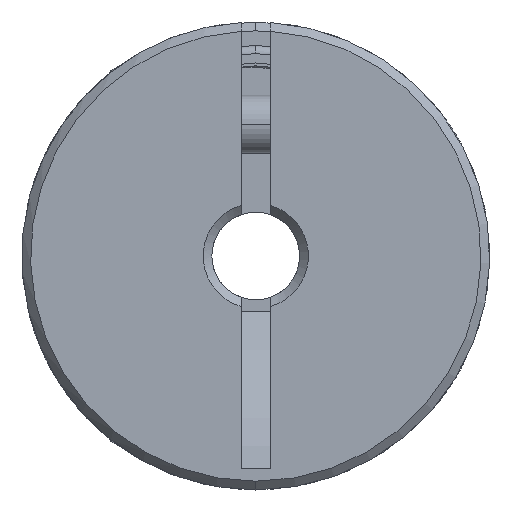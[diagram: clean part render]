
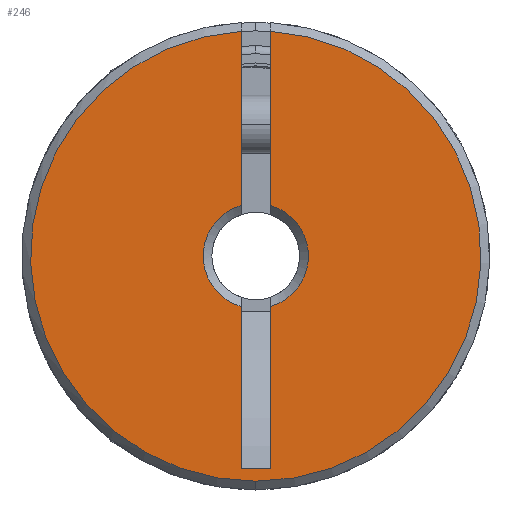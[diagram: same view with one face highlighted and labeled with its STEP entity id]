
A CAD part, left-side view. The second image highlights one B-rep face of the part: STEP entity #246.
In plain terms, the highlighted planar face has unit normal (-1, 0, 0).
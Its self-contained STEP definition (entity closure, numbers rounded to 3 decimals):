
#246=ADVANCED_FACE('',(#701),#702,.T.);
#701=FACE_OUTER_BOUND('',#1231,.T.);
#702=PLANE('',#1232);
#1231=EDGE_LOOP('',(#2894,#2895,#2896,#2897,#2898,#2899,#2900,#2901,#2902));
#1232=AXIS2_PLACEMENT_3D('',#2903,#2904,#2905);
#2894=ORIENTED_EDGE('',*,*,#3822,.T.);
#2895=ORIENTED_EDGE('',*,*,#3836,.F.);
#2896=ORIENTED_EDGE('',*,*,#3834,.T.);
#2897=ORIENTED_EDGE('',*,*,#3755,.F.);
#2898=ORIENTED_EDGE('',*,*,#3496,.F.);
#2899=ORIENTED_EDGE('',*,*,#3832,.T.);
#2900=ORIENTED_EDGE('',*,*,#3828,.F.);
#2901=ORIENTED_EDGE('',*,*,#3815,.T.);
#2902=ORIENTED_EDGE('',*,*,#3820,.T.);
#2903=CARTESIAN_POINT('',(-5.938,2.55,0.));
#2904=DIRECTION('',(-1.0,0.0,0.0));
#2905=DIRECTION('',(0.0,0.0,1.0));
#3496=EDGE_CURVE('',#4264,#4262,#4266,.T.);
#3755=EDGE_CURVE('',#4262,#4689,#4690,.T.);
#3815=EDGE_CURVE('',#4774,#4772,#4775,.T.);
#3820=EDGE_CURVE('',#4772,#4781,#4783,.T.);
#3822=EDGE_CURVE('',#4781,#4784,#4786,.T.);
#3828=EDGE_CURVE('',#4774,#4794,#4795,.T.);
#3832=EDGE_CURVE('',#4264,#4794,#4799,.T.);
#3834=EDGE_CURVE('',#4801,#4689,#4802,.T.);
#3836=EDGE_CURVE('',#4801,#4784,#4804,.T.);
#4262=VERTEX_POINT('',#5431);
#4264=VERTEX_POINT('',#5434);
#4266=CIRCLE('',#5437,7.7);
#4689=VERTEX_POINT('',#6063);
#4690=CIRCLE('',#6064,7.7);
#4772=VERTEX_POINT('',#6240);
#4774=VERTEX_POINT('',#6242);
#4775=LINE('',#6243,#6244);
#4781=VERTEX_POINT('',#6255);
#4783=LINE('',#6257,#6258);
#4784=VERTEX_POINT('',#6259);
#4786=LINE('',#6264,#6265);
#4794=VERTEX_POINT('',#6276);
#4795=CIRCLE('',#6277,1.8);
#4799=LINE('',#6286,#6287);
#4801=VERTEX_POINT('',#6290);
#4802=LINE('',#6291,#6292);
#4804=CIRCLE('',#6297,1.8);
#5431=CARTESIAN_POINT('',(-5.938,2.55,-7.7));
#5434=CARTESIAN_POINT('',(-5.938,2.05,7.684));
#5437=AXIS2_PLACEMENT_3D('',#6943,#6944,#6945);
#6063=CARTESIAN_POINT('',(-5.938,3.05,7.684));
#6064=AXIS2_PLACEMENT_3D('',#7602,#7603,#7604);
#6240=CARTESIAN_POINT('',(-5.938,2.05,-7.273));
#6242=CARTESIAN_POINT('',(-5.938,2.05,-1.729));
#6243=CARTESIAN_POINT('',(-5.938,2.05,-1.729));
#6244=VECTOR('',#7696,5.544);
#6255=CARTESIAN_POINT('',(-5.938,3.05,-7.273));
#6257=CARTESIAN_POINT('',(-5.938,2.05,-7.273));
#6258=VECTOR('',#7702,1.);
#6259=CARTESIAN_POINT('',(-5.938,3.05,-1.729));
#6264=CARTESIAN_POINT('',(-5.938,3.05,-7.273));
#6265=VECTOR('',#7703,5.544);
#6276=CARTESIAN_POINT('',(-5.938,2.05,1.729));
#6277=AXIS2_PLACEMENT_3D('',#7713,#7714,#7715);
#6286=CARTESIAN_POINT('',(-5.938,2.05,7.684));
#6287=VECTOR('',#7718,5.955);
#6290=CARTESIAN_POINT('',(-5.938,3.05,1.729));
#6291=CARTESIAN_POINT('',(-5.938,3.05,1.729));
#6292=VECTOR('',#7720,5.955);
#6297=AXIS2_PLACEMENT_3D('',#7721,#7722,#7723);
#6943=CARTESIAN_POINT('',(-5.938,2.55,0.));
#6944=DIRECTION('',(1.0,0.0,-0.0));
#6945=DIRECTION('',(0.0,0.0,1.0));
#7602=CARTESIAN_POINT('',(-5.938,2.55,0.));
#7603=DIRECTION('',(1.0,0.0,-0.0));
#7604=DIRECTION('',(0.0,0.0,1.0));
#7696=DIRECTION('',(0.0,0.0,-1.0));
#7702=DIRECTION('',(0.0,1.0,0.0));
#7703=DIRECTION('',(0.0,0.0,1.0));
#7713=CARTESIAN_POINT('',(-5.938,2.55,0.));
#7714=DIRECTION('',(-1.0,0.0,0.0));
#7715=DIRECTION('',(0.0,0.0,-1.0));
#7718=DIRECTION('',(0.0,0.0,-1.0));
#7720=DIRECTION('',(0.0,0.0,1.0));
#7721=CARTESIAN_POINT('',(-5.938,2.55,0.));
#7722=DIRECTION('',(-1.0,0.0,0.0));
#7723=DIRECTION('',(0.0,0.0,-1.0));
